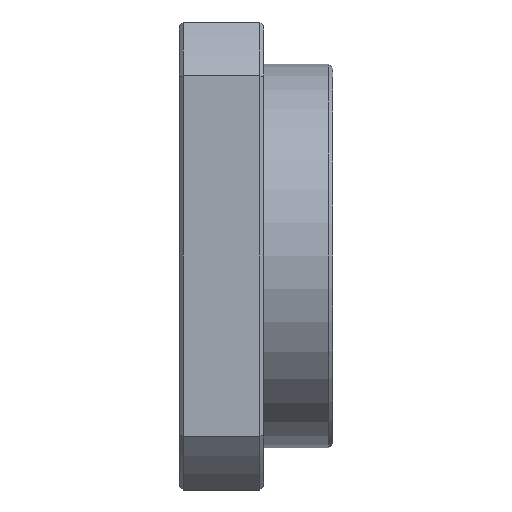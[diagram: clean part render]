
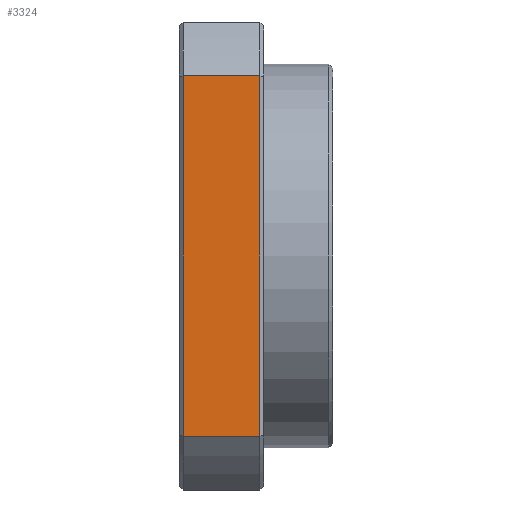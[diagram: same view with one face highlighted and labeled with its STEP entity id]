
A CAD part, front view. The second image highlights one B-rep face of the part: STEP entity #3324.
In plain terms, the highlighted planar face has unit normal (0, -1, 0).
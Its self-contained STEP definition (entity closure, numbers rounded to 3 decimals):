
#201 = LINE ( 'NONE', #4445, #4326 ) ;
#296 = VERTEX_POINT ( 'NONE', #4780 ) ;
#890 = DIRECTION ( 'NONE',  ( 0., 0., 1. ) ) ;
#983 = FACE_OUTER_BOUND ( 'NONE', #4453, .T. ) ;
#1016 = VERTEX_POINT ( 'NONE', #4948 ) ;
#1162 = LINE ( 'NONE', #4441, #5681 ) ;
#1376 = AXIS2_PLACEMENT_3D ( 'NONE', #5668, #5738, #3589 ) ;
#1421 = VERTEX_POINT ( 'NONE', #2350 ) ;
#1660 = DIRECTION ( 'NONE',  ( 0., 0., 1. ) ) ;
#1791 = VECTOR ( 'NONE', #2694, 1000. ) ;
#1808 = CARTESIAN_POINT ( 'NONE',  ( 50., -30.5, 23.495 ) ) ;
#1836 = LINE ( 'NONE', #2239, #3928 ) ;
#2144 = CARTESIAN_POINT ( 'NONE',  ( 10.5, -30.5, 23.495 ) ) ;
#2239 = CARTESIAN_POINT ( 'NONE',  ( 0.5, -30.5, -30.5 ) ) ;
#2350 = CARTESIAN_POINT ( 'NONE',  ( 10.5, -30.5, -23.495 ) ) ;
#2694 = DIRECTION ( 'NONE',  ( -1., 0., 0. ) ) ;
#2722 = LINE ( 'NONE', #1808, #1791 ) ;
#2770 = EDGE_CURVE ( 'NONE', #1421, #296, #201, .T. ) ;
#3078 = DIRECTION ( 'NONE',  ( -1., 0., 0. ) ) ;
#3324 = ADVANCED_FACE ( 'NONE', ( #983 ), #3867, .T. ) ;
#3589 = DIRECTION ( 'NONE',  ( 0., 0., -1. ) ) ;
#3749 = EDGE_CURVE ( 'NONE', #1421, #4363, #1162, .T. ) ;
#3867 = PLANE ( 'NONE',  #1376 ) ;
#3928 = VECTOR ( 'NONE', #890, 1000. ) ;
#4030 = ORIENTED_EDGE ( 'NONE', *, *, #4238, .F. ) ;
#4189 = EDGE_CURVE ( 'NONE', #4363, #1016, #2722, .T. ) ;
#4238 = EDGE_CURVE ( 'NONE', #296, #1016, #1836, .T. ) ;
#4326 = VECTOR ( 'NONE', #3078, 1000. ) ;
#4363 = VERTEX_POINT ( 'NONE', #2144 ) ;
#4375 = ORIENTED_EDGE ( 'NONE', *, *, #3749, .T. ) ;
#4441 = CARTESIAN_POINT ( 'NONE',  ( 10.5, -30.5, -30.5 ) ) ;
#4445 = CARTESIAN_POINT ( 'NONE',  ( -81.647, -30.5, -23.495 ) ) ;
#4453 = EDGE_LOOP ( 'NONE', ( #5398, #4375, #6027, #4030 ) ) ;
#4780 = CARTESIAN_POINT ( 'NONE',  ( 0.5, -30.5, -23.495 ) ) ;
#4948 = CARTESIAN_POINT ( 'NONE',  ( 0.5, -30.5, 23.495 ) ) ;
#5398 = ORIENTED_EDGE ( 'NONE', *, *, #2770, .F. ) ;
#5668 = CARTESIAN_POINT ( 'NONE',  ( 50., -30.5, -30.5 ) ) ;
#5681 = VECTOR ( 'NONE', #1660, 1000. ) ;
#5738 = DIRECTION ( 'NONE',  ( 0., -1., 0. ) ) ;
#6027 = ORIENTED_EDGE ( 'NONE', *, *, #4189, .T. ) ;
